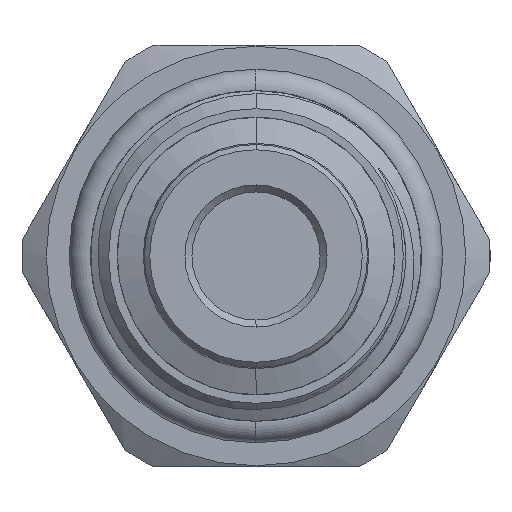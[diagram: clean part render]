
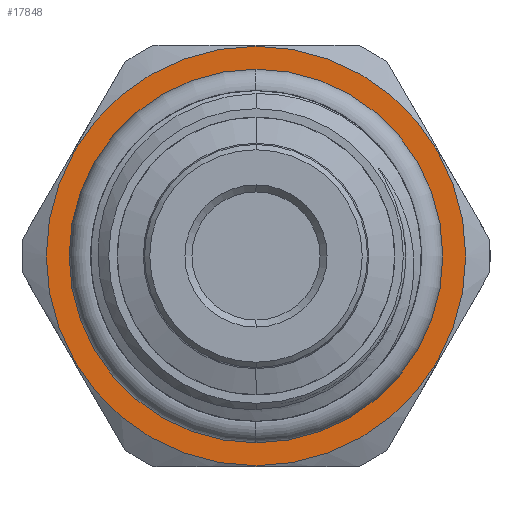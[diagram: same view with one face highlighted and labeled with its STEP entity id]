
A CAD part, left-side view. The second image highlights one B-rep face of the part: STEP entity #17848.
In plain terms, the highlighted planar face has unit normal (-1, 0, 0).
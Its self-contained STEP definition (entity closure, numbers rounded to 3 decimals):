
#977 = CARTESIAN_POINT ( 'NONE',  ( -3.369, 11.95, 0. ) ) ;
#980 = PLANE ( 'NONE',  #12374 ) ;
#982 = DIRECTION ( 'NONE',  ( -1., 0., 0. ) ) ;
#983 = DIRECTION ( 'NONE',  ( 0., 0., 1. ) ) ;
#5760 = ORIENTED_EDGE ( 'NONE', *, *, #16958, .T. ) ;
#5769 = ORIENTED_EDGE ( 'NONE', *, *, #17144, .T. ) ;
#5777 = ORIENTED_EDGE ( 'NONE', *, *, #16786, .T. ) ;
#5779 = ORIENTED_EDGE ( 'NONE', *, *, #16787, .T. ) ;
#6180 = EDGE_LOOP ( 'NONE', ( #5769, #5777 ) ) ;
#6182 = EDGE_LOOP ( 'NONE', ( #5760, #5779 ) ) ;
#7776 = CARTESIAN_POINT ( 'NONE',  ( -3.369, 0., -8.895 ) ) ;
#7778 = CARTESIAN_POINT ( 'NONE',  ( -3.369, 0., 8.895 ) ) ;
#7806 = CARTESIAN_POINT ( 'NONE',  ( -3.369, 0., 11.95 ) ) ;
#7879 = CARTESIAN_POINT ( 'NONE',  ( -3.369, 0., -11.95 ) ) ;
#9006 = CARTESIAN_POINT ( 'NONE',  ( -3.369, 0., 0. ) ) ;
#9007 = DIRECTION ( 'NONE',  ( 1., 0., 0. ) ) ;
#9008 = DIRECTION ( 'NONE',  ( 0., 0., 1. ) ) ;
#9009 = CARTESIAN_POINT ( 'NONE',  ( -3.369, 0., 0. ) ) ;
#9010 = DIRECTION ( 'NONE',  ( -1., 0., 0. ) ) ;
#9011 = DIRECTION ( 'NONE',  ( 0., 0., 1. ) ) ;
#9980 = CIRCLE ( 'NONE', #17408, 8.895 ) ;
#9981 = CIRCLE ( 'NONE', #17409, 11.95 ) ;
#10154 = CIRCLE ( 'NONE', #17484, 11.95 ) ;
#10365 = CIRCLE ( 'NONE', #12150, 8.895 ) ;
#10907 = FACE_BOUND ( 'NONE', #6180, .T. ) ;
#10913 = FACE_OUTER_BOUND ( 'NONE', #6182, .T. ) ;
#11083 = CARTESIAN_POINT ( 'NONE',  ( -3.369, 0., 0. ) ) ;
#11084 = DIRECTION ( 'NONE',  ( -1., 0., 0. ) ) ;
#11085 = DIRECTION ( 'NONE',  ( 0., 0., 1. ) ) ;
#12028 = CARTESIAN_POINT ( 'NONE',  ( -3.369, 0., 0. ) ) ;
#12029 = DIRECTION ( 'NONE',  ( 1., 0., 0. ) ) ;
#12030 = DIRECTION ( 'NONE',  ( 0., 0., 1. ) ) ;
#12150 = AXIS2_PLACEMENT_3D ( 'NONE', #12028, #12029, #12030 ) ;
#12374 = AXIS2_PLACEMENT_3D ( 'NONE', #977, #982, #983 ) ;
#16516 = VERTEX_POINT ( 'NONE', #7776 ) ;
#16518 = VERTEX_POINT ( 'NONE', #7778 ) ;
#16547 = VERTEX_POINT ( 'NONE', #7806 ) ;
#16621 = VERTEX_POINT ( 'NONE', #7879 ) ;
#16786 = EDGE_CURVE ( 'NONE', #16516, #16518, #9980, .T. ) ;
#16787 = EDGE_CURVE ( 'NONE', #16621, #16547, #9981, .T. ) ;
#16958 = EDGE_CURVE ( 'NONE', #16547, #16621, #10154, .T. ) ;
#17144 = EDGE_CURVE ( 'NONE', #16518, #16516, #10365, .T. ) ;
#17408 = AXIS2_PLACEMENT_3D ( 'NONE', #9006, #9007, #9008 ) ;
#17409 = AXIS2_PLACEMENT_3D ( 'NONE', #9009, #9010, #9011 ) ;
#17484 = AXIS2_PLACEMENT_3D ( 'NONE', #11083, #11084, #11085 ) ;
#17848 = ADVANCED_FACE ( 'NONE', ( #10907, #10913 ), #980, .T. ) ;
